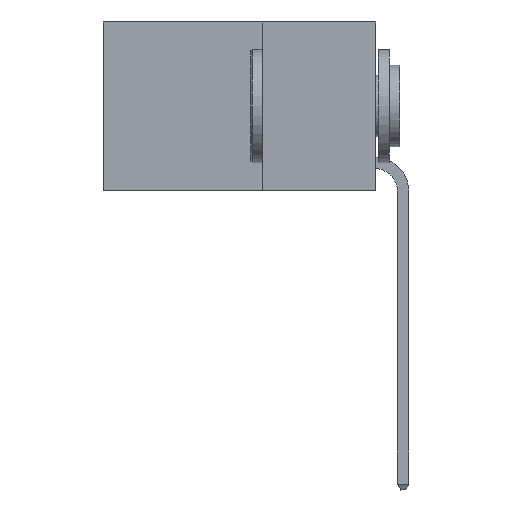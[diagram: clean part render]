
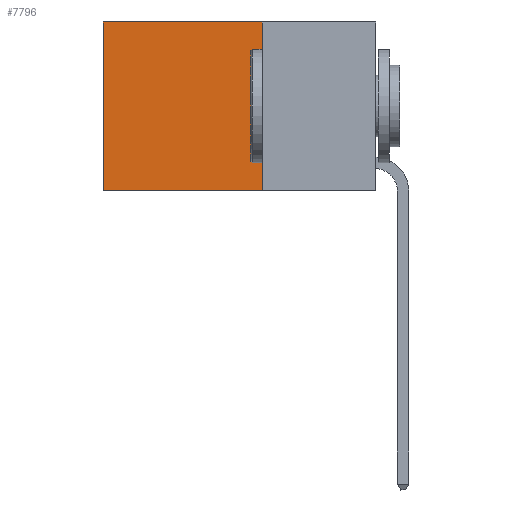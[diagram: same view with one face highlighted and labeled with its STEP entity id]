
A CAD part, left-side view. The second image highlights one B-rep face of the part: STEP entity #7796.
In plain terms, the highlighted planar face has unit normal (-1, 0, 0).
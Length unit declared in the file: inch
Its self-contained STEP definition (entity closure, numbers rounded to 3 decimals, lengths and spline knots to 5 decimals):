
#466 = VERTEX_POINT ( 'NONE', #8136 ) ;
#797 = DIRECTION ( 'NONE',  ( 0., 1., 0. ) ) ;
#821 = ORIENTED_EDGE ( 'NONE', *, *, #8823, .F. ) ;
#1225 = CARTESIAN_POINT ( 'NONE',  ( 0.2625, 0.6, 0. ) ) ;
#1360 = CARTESIAN_POINT ( 'NONE',  ( 0.2625, 0.25, 0. ) ) ;
#1566 = CARTESIAN_POINT ( 'NONE',  ( 0.2625, 0.6, -0.37 ) ) ;
#1630 = EDGE_CURVE ( 'NONE', #6979, #466, #8489, .T. ) ;
#1979 = EDGE_CURVE ( 'NONE', #466, #3988, #7489, .T. ) ;
#2197 = CARTESIAN_POINT ( 'NONE',  ( 0.2625, 0.25, -0.37 ) ) ;
#2376 = DIRECTION ( 'NONE',  ( 1., 0., 0. ) ) ;
#3202 = DIRECTION ( 'NONE',  ( 0., 0., -1. ) ) ;
#3351 = EDGE_CURVE ( 'NONE', #8704, #3988, #4936, .T. ) ;
#3606 = DIRECTION ( 'NONE',  ( 0., 0., -1. ) ) ;
#3972 = LINE ( 'NONE', #7977, #8039 ) ;
#3988 = VERTEX_POINT ( 'NONE', #1566 ) ;
#4936 = LINE ( 'NONE', #9784, #7043 ) ;
#5465 = FACE_OUTER_BOUND ( 'NONE', #10017, .T. ) ;
#5848 = ORIENTED_EDGE ( 'NONE', *, *, #1630, .T. ) ;
#5864 = DIRECTION ( 'NONE',  ( 0., 1., 0. ) ) ;
#5947 = ORIENTED_EDGE ( 'NONE', *, *, #3351, .F. ) ;
#6273 = PLANE ( 'NONE',  #6830 ) ;
#6295 = ORIENTED_EDGE ( 'NONE', *, *, #1979, .T. ) ;
#6830 = AXIS2_PLACEMENT_3D ( 'NONE', #9469, #2376, #7921 ) ;
#6979 = VERTEX_POINT ( 'NONE', #8515 ) ;
#7043 = VECTOR ( 'NONE', #5864, 39.37008 ) ;
#7257 = VECTOR ( 'NONE', #797, 39.37008 ) ;
#7489 = LINE ( 'NONE', #1225, #9604 ) ;
#7796 = ADVANCED_FACE ( 'NONE', ( #5465 ), #6273, .F. ) ;
#7921 = DIRECTION ( 'NONE',  ( 0., 0., -1. ) ) ;
#7977 = CARTESIAN_POINT ( 'NONE',  ( 0.2625, 0.25, 0. ) ) ;
#8039 = VECTOR ( 'NONE', #3202, 39.37008 ) ;
#8136 = CARTESIAN_POINT ( 'NONE',  ( 0.2625, 0.6, 0. ) ) ;
#8489 = LINE ( 'NONE', #1360, #7257 ) ;
#8515 = CARTESIAN_POINT ( 'NONE',  ( 0.2625, 0.25, 0. ) ) ;
#8704 = VERTEX_POINT ( 'NONE', #2197 ) ;
#8823 = EDGE_CURVE ( 'NONE', #6979, #8704, #3972, .T. ) ;
#9469 = CARTESIAN_POINT ( 'NONE',  ( 0.2625, 0.25, 0. ) ) ;
#9604 = VECTOR ( 'NONE', #3606, 39.37008 ) ;
#9784 = CARTESIAN_POINT ( 'NONE',  ( 0.2625, 0.25, -0.37 ) ) ;
#10017 = EDGE_LOOP ( 'NONE', ( #6295, #5947, #821, #5848 ) ) ;
